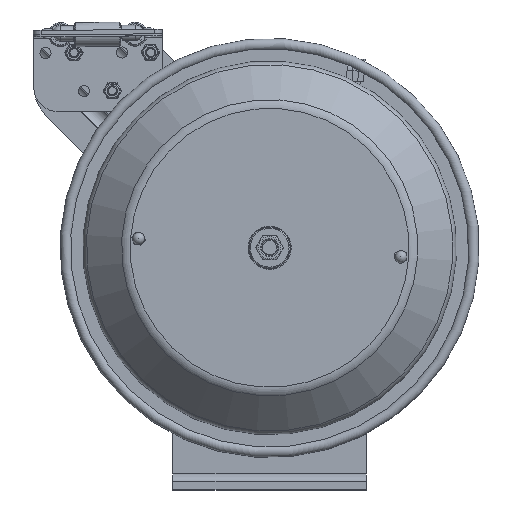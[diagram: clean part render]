
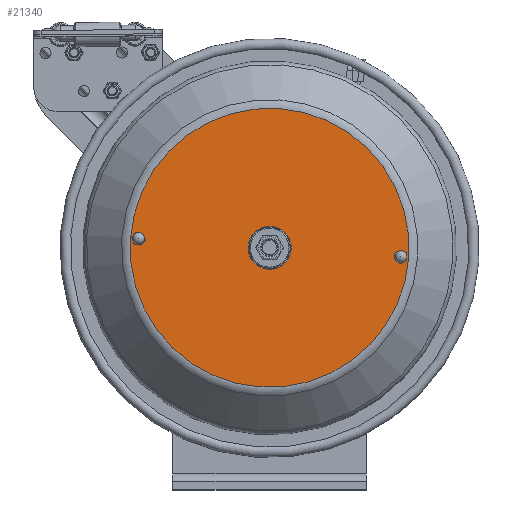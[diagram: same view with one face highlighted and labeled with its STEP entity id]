
A CAD part, top view. The second image highlights one B-rep face of the part: STEP entity #21340.
In plain terms, the highlighted planar face has unit normal (0, 0, 1).
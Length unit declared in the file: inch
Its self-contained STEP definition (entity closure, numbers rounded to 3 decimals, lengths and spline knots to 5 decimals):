
#746=FACE_BOUND('',#4249,.T.);
#747=FACE_BOUND('',#4250,.T.);
#748=FACE_BOUND('',#4251,.T.);
#1976=CIRCLE('',#23736,4.325);
#1977=CIRCLE('',#23737,4.325);
#1979=CIRCLE('',#23740,0.67);
#1980=CIRCLE('',#23741,0.67);
#1981=CIRCLE('',#23742,0.11);
#1982=CIRCLE('',#23743,0.11);
#3165=FACE_OUTER_BOUND('',#4248,.T.);
#4248=EDGE_LOOP('',(#18511,#18512));
#4249=EDGE_LOOP('',(#18513,#18514));
#4250=EDGE_LOOP('',(#18515));
#4251=EDGE_LOOP('',(#18516));
#10068=VERTEX_POINT('',#37631);
#10069=VERTEX_POINT('',#37632);
#10070=VERTEX_POINT('',#37637);
#10071=VERTEX_POINT('',#37638);
#10072=VERTEX_POINT('',#37641);
#10073=VERTEX_POINT('',#37643);
#13360=EDGE_CURVE('',#10068,#10069,#1976,.T.);
#13361=EDGE_CURVE('',#10069,#10068,#1977,.T.);
#13363=EDGE_CURVE('',#10070,#10071,#1979,.T.);
#13364=EDGE_CURVE('',#10071,#10070,#1980,.T.);
#13365=EDGE_CURVE('',#10072,#10072,#1981,.T.);
#13366=EDGE_CURVE('',#10073,#10073,#1982,.T.);
#18511=ORIENTED_EDGE('',*,*,#13360,.T.);
#18512=ORIENTED_EDGE('',*,*,#13361,.T.);
#18513=ORIENTED_EDGE('',*,*,#13363,.F.);
#18514=ORIENTED_EDGE('',*,*,#13364,.F.);
#18515=ORIENTED_EDGE('',*,*,#13365,.T.);
#18516=ORIENTED_EDGE('',*,*,#13366,.T.);
#19514=PLANE('',#23739);
#21340=ADVANCED_FACE('',(#3165,#746,#747,#748),#19514,.T.);
#23736=AXIS2_PLACEMENT_3D('',#37633,#29547,#29548);
#23737=AXIS2_PLACEMENT_3D('',#37634,#29549,#29550);
#23739=AXIS2_PLACEMENT_3D('',#37636,#29553,#29554);
#23740=AXIS2_PLACEMENT_3D('',#37639,#29555,#29556);
#23741=AXIS2_PLACEMENT_3D('',#37640,#29557,#29558);
#23742=AXIS2_PLACEMENT_3D('',#37642,#29559,#29560);
#23743=AXIS2_PLACEMENT_3D('',#37644,#29561,#29562);
#29547=DIRECTION('center_axis',(0.,0.,
1.));
#29548=DIRECTION('ref_axis',(0.998,-0.069,0.));
#29549=DIRECTION('center_axis',(0.,0.,
1.));
#29550=DIRECTION('ref_axis',(0.998,-0.069,0.));
#29553=DIRECTION('center_axis',(0.,0.,
1.));
#29554=DIRECTION('ref_axis',(0.069,0.998,0.));
#29555=DIRECTION('center_axis',(0.,0.,
1.));
#29556=DIRECTION('ref_axis',(0.998,-0.069,0.));
#29557=DIRECTION('center_axis',(0.,0.,
1.));
#29558=DIRECTION('ref_axis',(0.998,-0.069,0.));
#29559=DIRECTION('center_axis',(0.,0.,
-1.));
#29560=DIRECTION('ref_axis',(-0.998,0.069,0.));
#29561=DIRECTION('center_axis',(0.,0.,
-1.));
#29562=DIRECTION('ref_axis',(-0.998,0.069,0.));
#37631=CARTESIAN_POINT('',(4.31456,-0.30028,6.6361));
#37632=CARTESIAN_POINT('',(-0.30028,-4.31456,6.6361));
#37633=CARTESIAN_POINT('Origin',(0.,0.,
6.6361));
#37634=CARTESIAN_POINT('Origin',(0.,0.,
6.6361));
#37636=CARTESIAN_POINT('Origin',(2.49147,-0.1734,6.6361));
#37637=CARTESIAN_POINT('',(0.66838,-0.04652,6.6361));
#37638=CARTESIAN_POINT('',(-0.66838,0.04652,6.6361));
#37639=CARTESIAN_POINT('Origin',(0.,0.,
6.6361));
#37640=CARTESIAN_POINT('Origin',(0.,0.,
6.6361));
#37641=CARTESIAN_POINT('',(3.95543,-0.27528,6.6361));
#37642=CARTESIAN_POINT('Origin',(4.06517,-0.28292,6.6361));
#37643=CARTESIAN_POINT('',(-4.1749,0.29056,6.6361));
#37644=CARTESIAN_POINT('Origin',(-4.06517,0.28292,6.6361));
